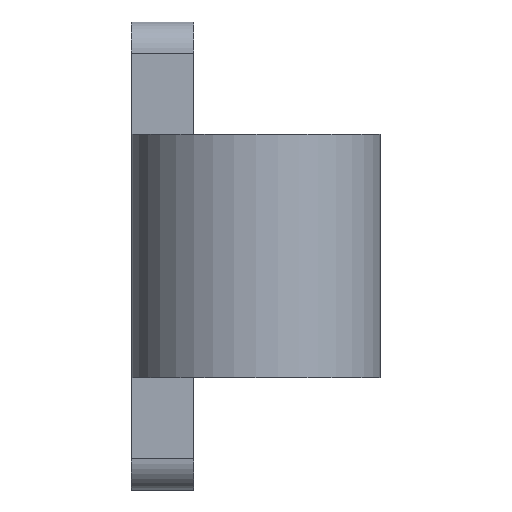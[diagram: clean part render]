
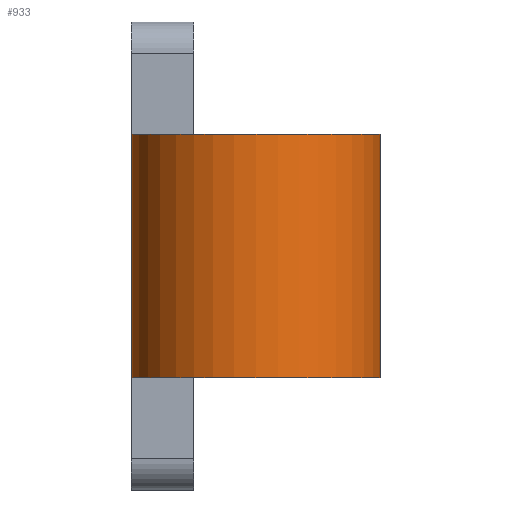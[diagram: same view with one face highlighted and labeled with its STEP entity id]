
A CAD part, left-side view. The second image highlights one B-rep face of the part: STEP entity #933.
In plain terms, the highlighted cylindrical face has radius 4 mm (diameter 8 mm), a partial arc.
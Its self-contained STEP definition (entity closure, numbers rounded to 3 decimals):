
#362=CARTESIAN_POINT('',(-21.,2.0,11.4));
#363=VERTEX_POINT('',#362);
#370=CARTESIAN_POINT('',(-21.,-6.,11.4));
#371=VERTEX_POINT('',#370);
#372=CARTESIAN_POINT('',(-21.,-2.0,11.4));
#373=DIRECTION('',(0.0,0.0,1.0));
#374=DIRECTION('',(0.0,1.0,0.0));
#375=AXIS2_PLACEMENT_3D('',#372,#373,#374);
#376=CIRCLE('',#375,4.0);
#377=EDGE_CURVE('',#363,#371,#376,.T.);
#593=CARTESIAN_POINT('',(-21.,2.0,3.6));
#594=VERTEX_POINT('',#593);
#859=CARTESIAN_POINT('',(-21.,-6.,3.6));
#860=VERTEX_POINT('',#859);
#867=CARTESIAN_POINT('',(-21.,-2.0,3.6));
#868=DIRECTION('',(0.0,0.0,-1.0));
#869=DIRECTION('',(0.0,1.0,0.0));
#870=AXIS2_PLACEMENT_3D('',#867,#868,#869);
#871=CIRCLE('',#870,4.0);
#872=EDGE_CURVE('',#860,#594,#871,.T.);
#907=CARTESIAN_POINT('',(-21.,-6.,3.6));
#908=DIRECTION('',(0.0,0.0,1.0));
#909=VECTOR('',#908,7.8);
#910=LINE('',#907,#909);
#911=EDGE_CURVE('',#860,#371,#910,.T.);
#917=CARTESIAN_POINT('',(-21.,-2.0,7.5));
#918=DIRECTION('',(0.0,0.0,1.0));
#919=DIRECTION('',(0.0,1.0,0.0));
#920=AXIS2_PLACEMENT_3D('',#917,#918,#919);
#921=CYLINDRICAL_SURFACE('',#920,4.0);
#922=ORIENTED_EDGE('',*,*,#911,.T.);
#923=ORIENTED_EDGE('',*,*,#377,.F.);
#924=CARTESIAN_POINT('',(-21.0,2.0,3.6));
#925=DIRECTION('',(0.0,0.0,1.0));
#926=VECTOR('',#925,7.8);
#927=LINE('',#924,#926);
#928=EDGE_CURVE('',#594,#363,#927,.T.);
#929=ORIENTED_EDGE('',*,*,#928,.F.);
#930=ORIENTED_EDGE('',*,*,#872,.F.);
#931=EDGE_LOOP('',(#922,#923,#929,#930));
#932=FACE_OUTER_BOUND('',#931,.T.);
#933=ADVANCED_FACE('',(#932),#921,.T.);
